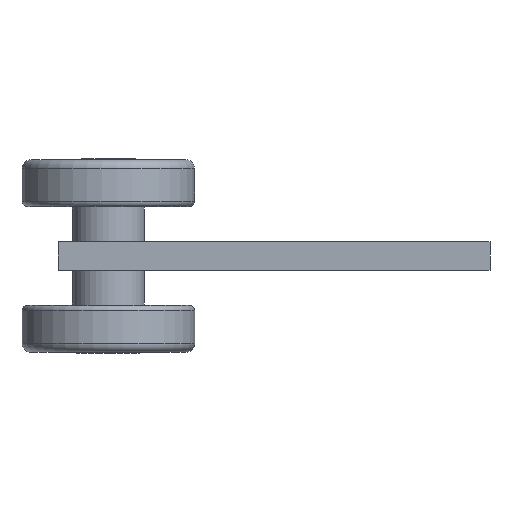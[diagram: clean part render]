
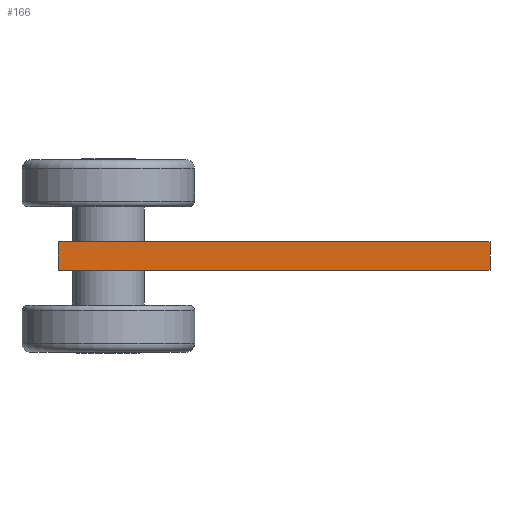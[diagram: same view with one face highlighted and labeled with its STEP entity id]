
A CAD part, left-side view. The second image highlights one B-rep face of the part: STEP entity #166.
In plain terms, the highlighted planar face has unit normal (-1, 0, 0).
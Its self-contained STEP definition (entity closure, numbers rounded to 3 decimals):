
#166=ADVANCED_FACE('',(#2063),#2065,.T.);
#2063=FACE_BOUND('',#2064,.T.);
#2064=EDGE_LOOP('',(#3645,#3646,#3647,#3648));
#2065=PLANE('',#2066);
#2066=AXIS2_PLACEMENT_3D('',#2067,#2068,#2069);
#2067=CARTESIAN_POINT('',(0.,90.,0.));
#2068=DIRECTION('',(-1.,0.,0.));
#2069=DIRECTION('',(0.,-1.,0.));
#3645=ORIENTED_EDGE('',*,*,#4514,.T.);
#3646=ORIENTED_EDGE('',*,*,#4522,.T.);
#3647=ORIENTED_EDGE('',*,*,#4523,.F.);
#3648=ORIENTED_EDGE('',*,*,#4524,.F.);
#4514=EDGE_CURVE('',#4969,#4966,#4970,.T.);
#4522=EDGE_CURVE('',#4966,#4982,#4984,.T.);
#4523=EDGE_CURVE('',#4985,#4982,#4986,.T.);
#4524=EDGE_CURVE('',#4969,#4985,#4987,.T.);
#4966=VERTEX_POINT('',#5763);
#4969=VERTEX_POINT('',#5768);
#4970=LINE('',#5769,#5770);
#4982=VERTEX_POINT('',#5798);
#4984=LINE('',#5802,#5803);
#4985=VERTEX_POINT('',#5805);
#4986=LINE('',#5806,#5807);
#4987=LINE('',#5809,#5810);
#5763=CARTESIAN_POINT('',(0.,-30.,0.));
#5768=CARTESIAN_POINT('',(0.,90.,0.));
#5769=CARTESIAN_POINT('',(0.,90.,0.));
#5770=VECTOR('',#5771,1.);
#5771=DIRECTION('',(0.,-1.,0.));
#5798=CARTESIAN_POINT('',(0.,-30.,8.));
#5802=CARTESIAN_POINT('',(0.,-30.,0.));
#5803=VECTOR('',#5804,1.);
#5804=DIRECTION('',(0.,0.,1.));
#5805=CARTESIAN_POINT('',(0.,90.,8.));
#5806=CARTESIAN_POINT('',(0.,90.,8.));
#5807=VECTOR('',#5808,1.);
#5808=DIRECTION('',(0.,-1.,0.));
#5809=CARTESIAN_POINT('',(0.,90.,0.));
#5810=VECTOR('',#5811,1.);
#5811=DIRECTION('',(0.,0.,1.));
